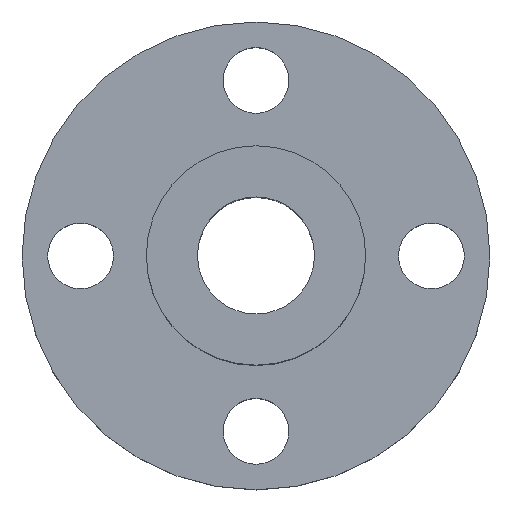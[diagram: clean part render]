
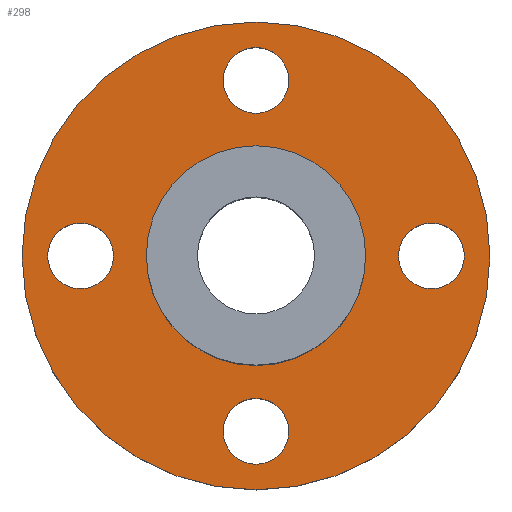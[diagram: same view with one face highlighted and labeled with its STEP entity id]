
A CAD part, top view. The second image highlights one B-rep face of the part: STEP entity #298.
In plain terms, the highlighted planar face has unit normal (0, 0, 1).
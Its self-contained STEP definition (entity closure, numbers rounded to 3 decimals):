
#4 = CARTESIAN_POINT ( 'NONE',  ( 0., 12., 5. ) ) ;
#12 = ORIENTED_EDGE ( 'NONE', *, *, #144, .T. ) ;
#16 = AXIS2_PLACEMENT_3D ( 'NONE', #132, #464, #33 ) ;
#26 = EDGE_CURVE ( 'NONE', #261, #449, #120, .T. ) ;
#32 = DIRECTION ( 'NONE',  ( 0., 0., -1. ) ) ;
#33 = DIRECTION ( 'NONE',  ( -1., 0., 0. ) ) ;
#38 = CARTESIAN_POINT ( 'NONE',  ( -2.25, -12., 5. ) ) ;
#40 = EDGE_CURVE ( 'NONE', #41, #473, #205, .T. ) ;
#41 = VERTEX_POINT ( 'NONE', #38 ) ;
#43 = DIRECTION ( 'NONE',  ( -1., 0., 0. ) ) ;
#52 = VERTEX_POINT ( 'NONE', #331 ) ;
#63 = AXIS2_PLACEMENT_3D ( 'NONE', #279, #398, #589 ) ;
#64 = CIRCLE ( 'NONE', #299, 2.25 ) ;
#65 = EDGE_CURVE ( 'NONE', #52, #66, #280, .T. ) ;
#66 = VERTEX_POINT ( 'NONE', #469 ) ;
#68 = ORIENTED_EDGE ( 'NONE', *, *, #116, .T. ) ;
#74 = CIRCLE ( 'NONE', #427, 7.5 ) ;
#81 = ORIENTED_EDGE ( 'NONE', *, *, #562, .T. ) ;
#85 = CARTESIAN_POINT ( 'NONE',  ( 12., 0., 5. ) ) ;
#89 = DIRECTION ( 'NONE',  ( -1., 0., 0. ) ) ;
#99 = ORIENTED_EDGE ( 'NONE', *, *, #119, .T. ) ;
#109 = VERTEX_POINT ( 'NONE', #147 ) ;
#113 = DIRECTION ( 'NONE',  ( 0., 0., -1. ) ) ;
#116 = EDGE_CURVE ( 'NONE', #109, #550, #512, .T. ) ;
#119 = EDGE_CURVE ( 'NONE', #481, #301, #524, .T. ) ;
#120 = CIRCLE ( 'NONE', #413, 2.25 ) ;
#125 = EDGE_LOOP ( 'NONE', ( #12, #506 ) ) ;
#131 = DIRECTION ( 'NONE',  ( -1., 0., 0. ) ) ;
#132 = CARTESIAN_POINT ( 'NONE',  ( 0., -12., 5. ) ) ;
#134 = DIRECTION ( 'NONE',  ( -1., 0., 0. ) ) ;
#137 = AXIS2_PLACEMENT_3D ( 'NONE', #294, #581, #480 ) ;
#140 = ORIENTED_EDGE ( 'NONE', *, *, #327, .T. ) ;
#144 = EDGE_CURVE ( 'NONE', #449, #261, #213, .T. ) ;
#147 = CARTESIAN_POINT ( 'NONE',  ( 9.75, 0., 5. ) ) ;
#154 = EDGE_CURVE ( 'NONE', #66, #52, #226, .T. ) ;
#158 = PLANE ( 'NONE',  #375 ) ;
#161 = FACE_BOUND ( 'NONE', #546, .T. ) ;
#169 = CARTESIAN_POINT ( 'NONE',  ( 7.5, 0., 5. ) ) ;
#174 = DIRECTION ( 'NONE',  ( 0., 0., -1. ) ) ;
#176 = ORIENTED_EDGE ( 'NONE', *, *, #65, .F. ) ;
#188 = DIRECTION ( 'NONE',  ( -1., 0., 0. ) ) ;
#205 = CIRCLE ( 'NONE', #322, 2.25 ) ;
#208 = FACE_BOUND ( 'NONE', #583, .T. ) ;
#209 = VERTEX_POINT ( 'NONE', #169 ) ;
#211 = FACE_OUTER_BOUND ( 'NONE', #477, .T. ) ;
#213 = CIRCLE ( 'NONE', #63, 2.25 ) ;
#221 = CARTESIAN_POINT ( 'NONE',  ( -14.25, 0., 5. ) ) ;
#226 = CIRCLE ( 'NONE', #296, 16. ) ;
#233 = CARTESIAN_POINT ( 'NONE',  ( 2.25, -12., 5. ) ) ;
#238 = DIRECTION ( 'NONE',  ( 0., 0., -1. ) ) ;
#261 = VERTEX_POINT ( 'NONE', #418 ) ;
#262 = FACE_BOUND ( 'NONE', #125, .T. ) ;
#267 = AXIS2_PLACEMENT_3D ( 'NONE', #585, #476, #429 ) ;
#268 = CIRCLE ( 'NONE', #376, 2.25 ) ;
#278 = CARTESIAN_POINT ( 'NONE',  ( 0., 0., 5. ) ) ;
#279 = CARTESIAN_POINT ( 'NONE',  ( 0., 12., 5. ) ) ;
#280 = CIRCLE ( 'NONE', #267, 16. ) ;
#282 = CIRCLE ( 'NONE', #16, 2.25 ) ;
#284 = CARTESIAN_POINT ( 'NONE',  ( 0., 0., 5. ) ) ;
#294 = CARTESIAN_POINT ( 'NONE',  ( -12., 0., 5. ) ) ;
#296 = AXIS2_PLACEMENT_3D ( 'NONE', #329, #573, #134 ) ;
#298 = ADVANCED_FACE ( 'NONE', ( #208, #409, #161, #262, #597, #211 ), #158, .F. ) ;
#299 = AXIS2_PLACEMENT_3D ( 'NONE', #85, #32, #43 ) ;
#301 = VERTEX_POINT ( 'NONE', #507 ) ;
#307 = VERTEX_POINT ( 'NONE', #601 ) ;
#309 = ORIENTED_EDGE ( 'NONE', *, *, #462, .T. ) ;
#313 = DIRECTION ( 'NONE',  ( -1., 0., 0. ) ) ;
#322 = AXIS2_PLACEMENT_3D ( 'NONE', #440, #384, #445 ) ;
#327 = EDGE_CURVE ( 'NONE', #301, #481, #268, .T. ) ;
#329 = CARTESIAN_POINT ( 'NONE',  ( 0., 0., 5. ) ) ;
#331 = CARTESIAN_POINT ( 'NONE',  ( 16., 0., 5. ) ) ;
#348 = AXIS2_PLACEMENT_3D ( 'NONE', #284, #174, #371 ) ;
#358 = CARTESIAN_POINT ( 'NONE',  ( 0., 0., 5. ) ) ;
#371 = DIRECTION ( 'NONE',  ( -1., 0., 0. ) ) ;
#375 = AXIS2_PLACEMENT_3D ( 'NONE', #358, #113, #555 ) ;
#376 = AXIS2_PLACEMENT_3D ( 'NONE', #452, #411, #313 ) ;
#380 = CARTESIAN_POINT ( 'NONE',  ( 14.25, 0., 5. ) ) ;
#384 = DIRECTION ( 'NONE',  ( 0., 0., -1. ) ) ;
#385 = AXIS2_PLACEMENT_3D ( 'NONE', #527, #238, #89 ) ;
#398 = DIRECTION ( 'NONE',  ( 0., 0., -1. ) ) ;
#409 = FACE_BOUND ( 'NONE', #617, .T. ) ;
#411 = DIRECTION ( 'NONE',  ( 0., 0., -1. ) ) ;
#413 = AXIS2_PLACEMENT_3D ( 'NONE', #4, #621, #188 ) ;
#418 = CARTESIAN_POINT ( 'NONE',  ( 2.25, 12., 5. ) ) ;
#421 = EDGE_CURVE ( 'NONE', #209, #307, #561, .T. ) ;
#422 = CARTESIAN_POINT ( 'NONE',  ( -2.25, 12., 5. ) ) ;
#427 = AXIS2_PLACEMENT_3D ( 'NONE', #278, #568, #131 ) ;
#429 = DIRECTION ( 'NONE',  ( -1., 0., 0. ) ) ;
#440 = CARTESIAN_POINT ( 'NONE',  ( 0., -12., 5. ) ) ;
#441 = EDGE_CURVE ( 'NONE', #307, #209, #74, .T. ) ;
#442 = EDGE_LOOP ( 'NONE', ( #529, #504 ) ) ;
#445 = DIRECTION ( 'NONE',  ( -1., 0., 0. ) ) ;
#449 = VERTEX_POINT ( 'NONE', #422 ) ;
#452 = CARTESIAN_POINT ( 'NONE',  ( -12., 0., 5. ) ) ;
#462 = EDGE_CURVE ( 'NONE', #550, #109, #64, .T. ) ;
#464 = DIRECTION ( 'NONE',  ( 0., 0., -1. ) ) ;
#469 = CARTESIAN_POINT ( 'NONE',  ( -16., 0., 5. ) ) ;
#473 = VERTEX_POINT ( 'NONE', #233 ) ;
#476 = DIRECTION ( 'NONE',  ( 0., 0., -1. ) ) ;
#477 = EDGE_LOOP ( 'NONE', ( #533, #176 ) ) ;
#480 = DIRECTION ( 'NONE',  ( -1., 0., 0. ) ) ;
#481 = VERTEX_POINT ( 'NONE', #221 ) ;
#502 = ORIENTED_EDGE ( 'NONE', *, *, #40, .T. ) ;
#504 = ORIENTED_EDGE ( 'NONE', *, *, #421, .T. ) ;
#506 = ORIENTED_EDGE ( 'NONE', *, *, #26, .T. ) ;
#507 = CARTESIAN_POINT ( 'NONE',  ( -9.75, 0., 5. ) ) ;
#512 = CIRCLE ( 'NONE', #385, 2.25 ) ;
#524 = CIRCLE ( 'NONE', #137, 2.25 ) ;
#527 = CARTESIAN_POINT ( 'NONE',  ( 12., 0., 5. ) ) ;
#529 = ORIENTED_EDGE ( 'NONE', *, *, #441, .T. ) ;
#533 = ORIENTED_EDGE ( 'NONE', *, *, #154, .F. ) ;
#546 = EDGE_LOOP ( 'NONE', ( #99, #140 ) ) ;
#550 = VERTEX_POINT ( 'NONE', #380 ) ;
#555 = DIRECTION ( 'NONE',  ( -1., 0., 0. ) ) ;
#561 = CIRCLE ( 'NONE', #348, 7.5 ) ;
#562 = EDGE_CURVE ( 'NONE', #473, #41, #282, .T. ) ;
#568 = DIRECTION ( 'NONE',  ( 0., 0., -1. ) ) ;
#573 = DIRECTION ( 'NONE',  ( 0., 0., -1. ) ) ;
#581 = DIRECTION ( 'NONE',  ( 0., 0., -1. ) ) ;
#583 = EDGE_LOOP ( 'NONE', ( #68, #309 ) ) ;
#585 = CARTESIAN_POINT ( 'NONE',  ( 0., 0., 5. ) ) ;
#589 = DIRECTION ( 'NONE',  ( -1., 0., 0. ) ) ;
#597 = FACE_BOUND ( 'NONE', #442, .T. ) ;
#601 = CARTESIAN_POINT ( 'NONE',  ( -7.5, 0., 5. ) ) ;
#617 = EDGE_LOOP ( 'NONE', ( #502, #81 ) ) ;
#621 = DIRECTION ( 'NONE',  ( 0., 0., -1. ) ) ;
